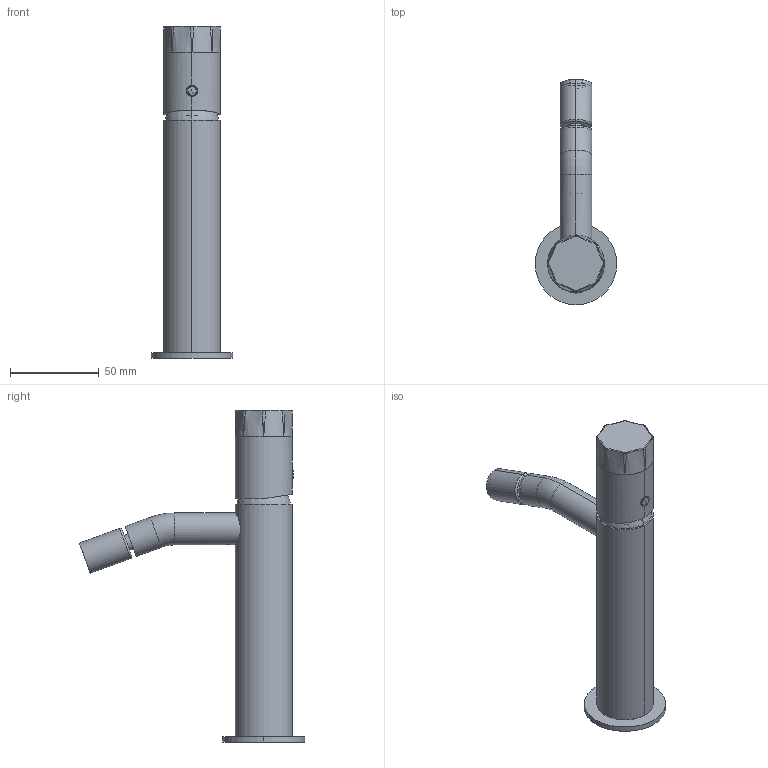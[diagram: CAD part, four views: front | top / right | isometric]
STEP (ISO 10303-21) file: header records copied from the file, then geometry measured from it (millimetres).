
FILE_DESCRIPTION(('CATIA V5 STEP Exchange','CAx-IF Rec.Pracs.--- Model Styling and Organization---1.5--- 2016-08-15','CAx-IF Rec.Pracs.---Supplemental Geometry---1.0---2011-11-01','CAx-IF Rec.Pracs.--- Composite Materials ---3.4---2017-06-13','CAx-IF Rec.Pracs.---Tessellated 3D Geometry---1.0---2015-12-17'),'2;1');
FILE_NAME('X5 00056.stp','2022-09-16T06:24:44+00:00',('none'),('none'),'CATIA Version 5-6 Release 2020 SP2','CATIA V5 STEP AP242 v2','none');
FILE_SCHEMA(('AP242_MANAGED_MODEL_BASED_3D_ENGINEERING_MIM_LF {1 0 10303 442 1 1 4}'));
Length unit declared in the file: millimetre
Products named in the file (14): X5 00056; PR9C294; P47408; P46863; P47329; P43070; PR9C435; P47333; PR9C154; P9C158; P50533; PR9D171; P47573; P53050
Assembly tree (13 placements, depth 3):
  X5 00056
    PR9C294
      P47408
    P46863
    P47329
    P43070
    PR9C435
      P47333
    PR9C154
    P9C158
    P50533
    PR9D171
      P47573
      P53050
Bounding box: 46 x 126.84 x 187 mm (x, y, z)
Volume: 106314.8 mm3; surface area: 51031 mm2
Topology: 13 solids, 2367 shells, 2849 faces, 13670 edges, 13199 vertices
Faces by surface type: plane 1796, cylinder 666, bspline 212, cone 94, torus 73, sphere 6, revolution 2
Entity records: 157573 total; most frequent: CARTESIAN_POINT 60228, ORIENTED_EDGE 14663, EDGE_CURVE 13643, VERTEX_POINT 13199, DIRECTION 12708, VECTOR 6729, LINE 6729, B_SPLINE_CURVE_WITH_KNOTS 5719
